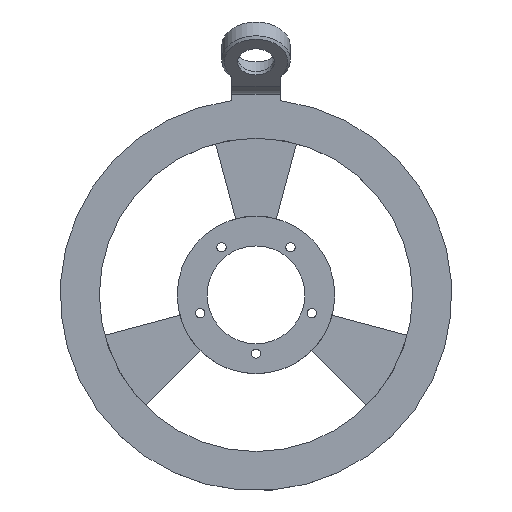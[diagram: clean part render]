
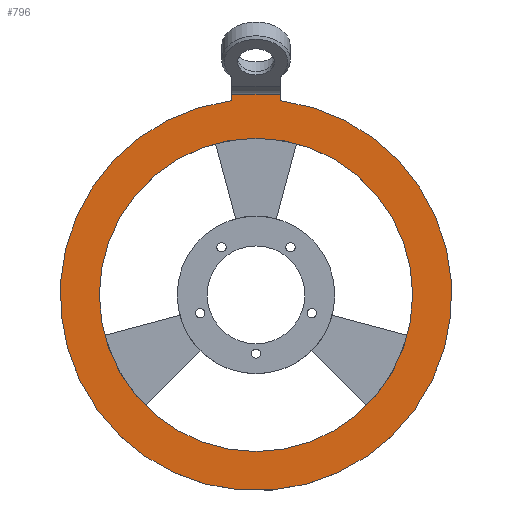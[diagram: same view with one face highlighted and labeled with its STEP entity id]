
A CAD part, top view. The second image highlights one B-rep face of the part: STEP entity #796.
In plain terms, the highlighted planar face has unit normal (0, 0, 1).
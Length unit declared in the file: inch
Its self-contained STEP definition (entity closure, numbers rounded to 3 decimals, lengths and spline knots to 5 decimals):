
#36=FACE_BOUND('',#167,.T.);
#67=PLANE('',#899);
#103=FACE_OUTER_BOUND('',#166,.T.);
#166=EDGE_LOOP('',(#685,#686,#687,#688));
#167=EDGE_LOOP('',(#689));
#187=LINE('',#1187,#245);
#228=LINE('',#1367,#286);
#229=LINE('',#1368,#287);
#245=VECTOR('',#932,0.3937);
#286=VECTOR('',#1123,0.3937);
#287=VECTOR('',#1124,0.3937);
#342=CIRCLE('',#900,2.);
#343=CIRCLE('',#901,1.6);
#356=VERTEX_POINT('',#1184);
#357=VERTEX_POINT('',#1186);
#414=VERTEX_POINT('',#1364);
#415=VERTEX_POINT('',#1366);
#416=VERTEX_POINT('',#1369);
#430=EDGE_CURVE('',#356,#357,#187,.T.);
#515=EDGE_CURVE('',#357,#414,#342,.T.);
#516=EDGE_CURVE('',#415,#356,#228,.T.);
#517=EDGE_CURVE('',#414,#415,#229,.T.);
#518=EDGE_CURVE('',#416,#416,#343,.T.);
#685=ORIENTED_EDGE('',*,*,#515,.F.);
#686=ORIENTED_EDGE('',*,*,#430,.F.);
#687=ORIENTED_EDGE('',*,*,#516,.F.);
#688=ORIENTED_EDGE('',*,*,#517,.F.);
#689=ORIENTED_EDGE('',*,*,#518,.F.);
#796=ADVANCED_FACE('',(#103,#36),#67,.T.);
#899=AXIS2_PLACEMENT_3D('',#1363,#1119,#1120);
#900=AXIS2_PLACEMENT_3D('',#1365,#1121,#1122);
#901=AXIS2_PLACEMENT_3D('',#1370,#1125,#1126);
#932=DIRECTION('',(0.,-1.,0.));
#1119=DIRECTION('center_axis',(0.,0.,1.));
#1120=DIRECTION('ref_axis',(1.,0.,0.));
#1121=DIRECTION('center_axis',(0.,0.,-1.));
#1122=DIRECTION('ref_axis',(-1.,0.,0.));
#1123=DIRECTION('',(1.,0.,0.));
#1124=DIRECTION('',(0.,1.,0.));
#1125=DIRECTION('center_axis',(0.,0.,1.));
#1126=DIRECTION('ref_axis',(-1.,0.,0.));
#1184=CARTESIAN_POINT('',(0.25,2.05,4.588));
#1186=CARTESIAN_POINT('',(0.25,1.98431,4.588));
#1187=CARTESIAN_POINT('',(0.25,2.00074,4.588));
#1363=CARTESIAN_POINT('Origin',(0.,0.,4.588));
#1364=CARTESIAN_POINT('',(-0.25,1.98431,4.588));
#1365=CARTESIAN_POINT('Origin',(0.,0.,4.588));
#1366=CARTESIAN_POINT('',(-0.25,2.05,4.588));
#1367=CARTESIAN_POINT('',(0.125,2.05,4.588));
#1368=CARTESIAN_POINT('',(-0.25,2.15858,4.588));
#1369=CARTESIAN_POINT('',(1.6,0.,4.588));
#1370=CARTESIAN_POINT('Origin',(0.,0.,4.588));
